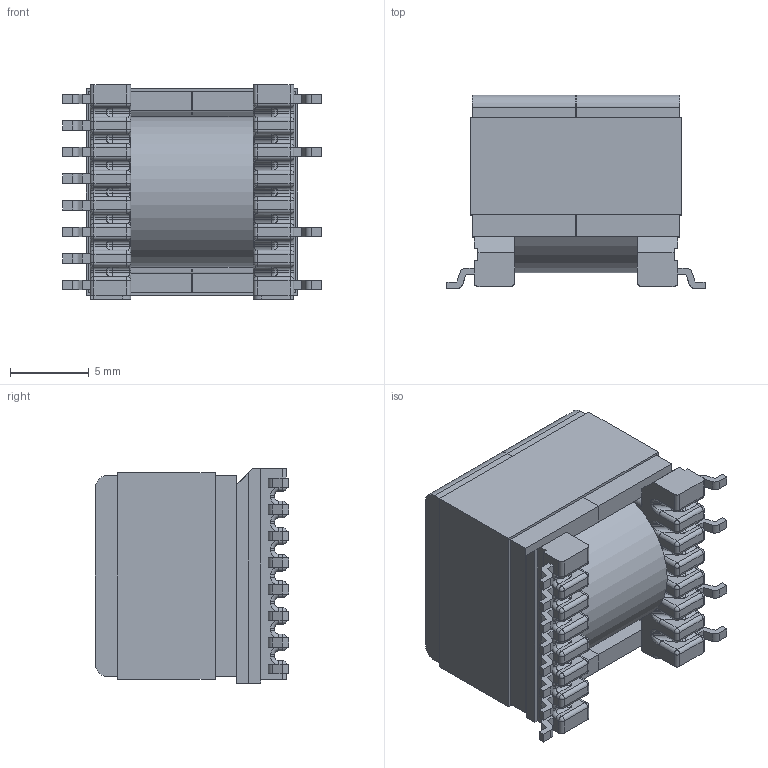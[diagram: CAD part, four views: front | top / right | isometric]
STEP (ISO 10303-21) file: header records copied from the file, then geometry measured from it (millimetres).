
FILE_DESCRIPTION (( 'STEP AP214' ), '1' );
FILE_NAME ('EP13_4482.STEP', '2021-06-29T21:30:11', ( '' ), ( '' ), 'SwSTEP 2.0', 'SolidWorks 2017', '' );
FILE_SCHEMA (( 'AUTOMOTIVE_DESIGN' ));
Length unit declared in the file: inch
Products named in the file (5): 070-4482_coil; EP13_4482; 150-2363_6A; 440-9988-2363; 070-4482_6L
Assembly tree (5 placements, depth 2):
  EP13_4482
    070-4482_6L
    070-4482_coil
    150-2363_6A  x2
    440-9988-2363
Bounding box: 16.42 x 12.27 x 13.64 mm (x, y, z)
Volume: 1701.8 mm3; surface area: 3248.1 mm2
Topology: 5 solids, 5 shells, 661 faces, 1617 edges, 896 vertices
Faces by surface type: cylinder 268, plane 244, bspline 58, sphere 56, torus 35
Entity records: 20968 total; most frequent: CARTESIAN_POINT 4615, DIRECTION 3052, ORIENTED_EDGE 2994, EDGE_CURVE 1497, AXIS2_PLACEMENT_3D 1077, LINE 898, VECTOR 898, VERTEX_POINT 872
